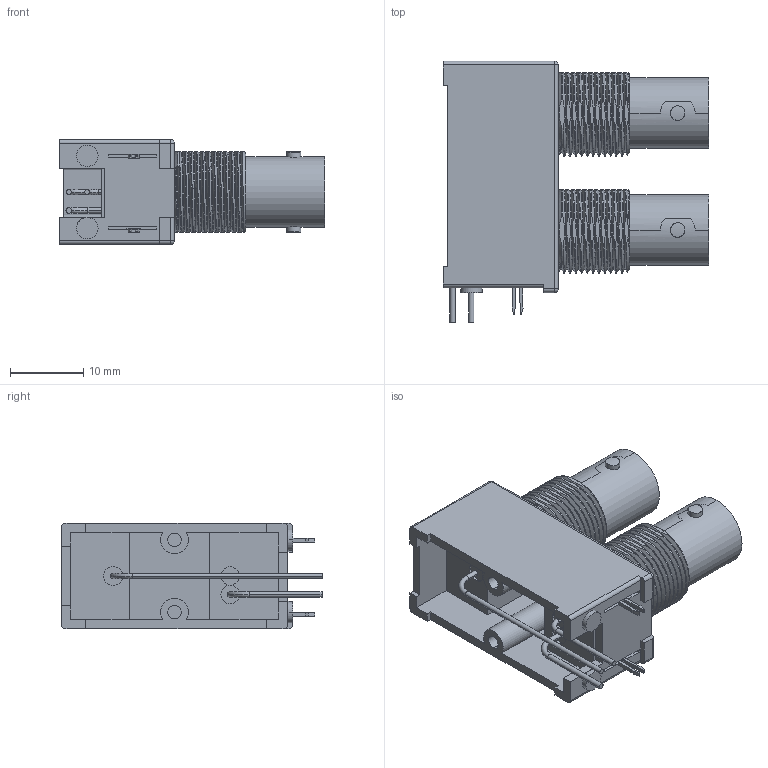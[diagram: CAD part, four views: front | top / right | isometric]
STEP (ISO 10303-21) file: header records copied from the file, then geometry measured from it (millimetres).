
FILE_DESCRIPTION((''),'2;1');
FILE_NAME('31-6578_SW0001','2015-12-07T',('Madhan'),(''),'PRO/ENGINEER BY PARAMETRIC TECHNOLOGY CORPORATION, 2014440','PRO/ENGINEER BY PARAMETRIC TECHNOLOGY CORPORATION, 2014440','');
FILE_SCHEMA(('CONFIG_CONTROL_DESIGN'));
Length unit declared in the file: millimetre
Products named in the file (1): 31-6578_SW0001
Bounding box: 36.33 x 35.8 x 14.4 mm (x, y, z)
Surface area: 6402.1 mm2 (no closed solid volume)
Topology: 0 solids, 14 shells, 558 faces, 2115 edges, 1586 vertices
Faces by surface type: plane 199, cone 184, cylinder 141, bspline 24, torus 6, sphere 4
Entity records: 33702 total; most frequent: CARTESIAN_POINT 17309, ORIENTED_EDGE 3274, DIRECTION 3009, EDGE_CURVE 2115, VERTEX_POINT 1586, AXIS2_PLACEMENT_3D 1052, VECTOR 905, LINE 905
